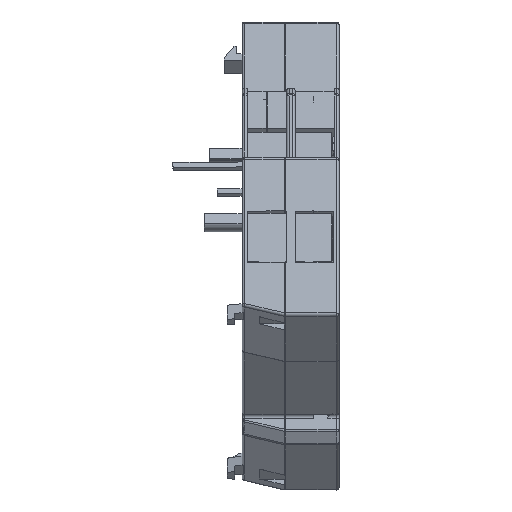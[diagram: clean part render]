
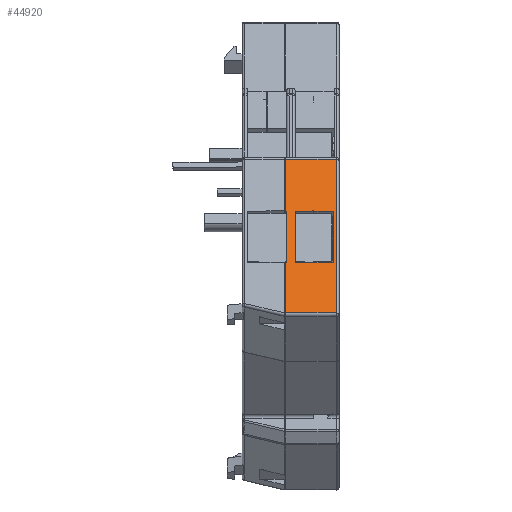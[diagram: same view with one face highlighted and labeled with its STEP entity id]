
A CAD part, front view. The second image highlights one B-rep face of the part: STEP entity #44920.
In plain terms, the highlighted face is planar.
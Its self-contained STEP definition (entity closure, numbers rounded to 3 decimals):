
#6420=DIRECTION('',(0.,-1.,0.));
#6421=VECTOR('',#6420,10.18);
#6422=CARTESIAN_POINT('',(8.1,1.5,-44.5));
#6423=LINE('',#6422,#6421);
#13884=DIRECTION('',(-1.,0.,0.));
#13885=VECTOR('',#13884,3.7);
#13886=CARTESIAN_POINT('',(17.1,-18.887,
-44.5));
#13887=LINE('',#13886,#13885);
#13912=DIRECTION('',(1.,0.,0.));
#13913=VECTOR('',#13912,3.7);
#13914=CARTESIAN_POINT('',(13.4,-8.68,-44.5));
#13915=LINE('',#13914,#13913);
#15166=DIRECTION('',(0.,-1.,0.));
#15167=VECTOR('',#15166,10.207);
#15168=CARTESIAN_POINT('',(17.1,-8.68,
-44.5));
#15169=LINE('',#15168,#15167);
#15285=DIRECTION('',(0.,-1.,0.));
#15286=VECTOR('',#15285,0.077);
#15287=CARTESIAN_POINT('',(13.4,-8.604,-44.5));
#15288=LINE('',#15287,#15286);
#15306=DIRECTION('',(1.,0.02,0.));
#15307=VECTOR('',#15306,3.501);
#15308=CARTESIAN_POINT('',(9.9,-8.674,
-44.5));
#15309=LINE('',#15308,#15307);
#15327=DIRECTION('',(0.,1.,0.));
#15328=VECTOR('',#15327,10.219);
#15329=CARTESIAN_POINT('',(9.9,-18.893,
-44.5));
#15330=LINE('',#15329,#15328);
#15348=DIRECTION('',(-1.,0.02,0.));
#15349=VECTOR('',#15348,3.501);
#15350=CARTESIAN_POINT('',(13.4,-18.963,-44.5));
#15351=LINE('',#15350,#15349);
#15369=DIRECTION('',(0.,-1.,0.));
#15370=VECTOR('',#15369,0.077);
#15371=CARTESIAN_POINT('',(13.4,-18.887,-44.5));
#15372=LINE('',#15371,#15370);
#15383=DIRECTION('',(1.,0.,0.));
#15384=VECTOR('',#15383,0.2);
#15385=CARTESIAN_POINT('',(8.1,-8.68,-44.5));
#15386=LINE('',#15385,#15384);
#15397=DIRECTION('',(0.,-1.,0.));
#15398=VECTOR('',#15397,10.207);
#15399=CARTESIAN_POINT('',(8.3,-8.68,-44.5));
#15400=LINE('',#15399,#15398);
#15411=DIRECTION('',(-1.,0.,0.));
#15412=VECTOR('',#15411,0.2);
#15413=CARTESIAN_POINT('',(8.3,-18.887,-44.5));
#15414=LINE('',#15413,#15412);
#15447=DIRECTION('',(0.,-1.,0.));
#15448=VECTOR('',#15447,10.455);
#15449=CARTESIAN_POINT('',(8.1,-18.887,-44.5));
#15450=LINE('',#15449,#15448);
#17013=DIRECTION('',(1.,0.,0.));
#17014=VECTOR('',#17013,9.5);
#17015=CARTESIAN_POINT('',(8.1,-29.342,-44.5));
#17016=LINE('',#17015,#17014);
#20798=CARTESIAN_POINT('',(17.6,1.5,
-44.5));
#20810=DIRECTION('',(-1.,0.,0.));
#20811=VECTOR('',#20810,9.5);
#20812=CARTESIAN_POINT('',(17.6,1.5,
-44.5));
#20813=LINE('',#20812,#20811);
#20833=DIRECTION('',(0.,1.,0.));
#20834=VECTOR('',#20833,30.842);
#20835=CARTESIAN_POINT('',(17.6,-29.342,
-44.5));
#20836=LINE('',#20835,#20834);
#27274=CARTESIAN_POINT('',(9.9,-8.674,
-44.5));
#27275=VERTEX_POINT('',#27274);
#27276=CARTESIAN_POINT('',(13.4,-8.604,-44.5));
#27277=VERTEX_POINT('',#27276);
#27282=CARTESIAN_POINT('',(13.4,-18.963,-44.5));
#27283=VERTEX_POINT('',#27282);
#27284=CARTESIAN_POINT('',(9.9,-18.893,
-44.5));
#27285=VERTEX_POINT('',#27284);
#27607=CARTESIAN_POINT('',(17.6,-29.342,-44.5));
#27609=VERTEX_POINT('',#27607);
#27614=CARTESIAN_POINT('',(13.4,-18.887,-44.5));
#27615=VERTEX_POINT('',#27614);
#27618=CARTESIAN_POINT('',(13.4,-8.68,-44.5));
#27619=VERTEX_POINT('',#27618);
#27621=VERTEX_POINT('',#20798);
#27698=CARTESIAN_POINT('',(17.1,-18.887,
-44.5));
#27699=VERTEX_POINT('',#27698);
#27831=CARTESIAN_POINT('',(17.1,-8.68,
-44.5));
#27832=VERTEX_POINT('',#27831);
#28420=CARTESIAN_POINT('',(8.1,-29.342,-44.5));
#28421=VERTEX_POINT('',#28420);
#28423=CARTESIAN_POINT('',(8.1,-18.887,-44.5));
#28425=VERTEX_POINT('',#28423);
#28428=CARTESIAN_POINT('',(8.3,-18.887,-44.5));
#28429=VERTEX_POINT('',#28428);
#28471=CARTESIAN_POINT('',(8.3,-8.68,-44.5));
#28473=VERTEX_POINT('',#28471);
#28476=CARTESIAN_POINT('',(8.1,-8.68,-44.5));
#28477=VERTEX_POINT('',#28476);
#28478=CARTESIAN_POINT('',(8.1,1.5,-44.5));
#28479=VERTEX_POINT('',#28478);
#44883=CARTESIAN_POINT('',(17.6,1.5,-44.5));
#44884=DIRECTION('',(0.,0.,-1.));
#44885=DIRECTION('',(0.,-1.,0.));
#44886=AXIS2_PLACEMENT_3D('',#44883,#44884,#44885);
#44887=PLANE('',#44886);
#44888=ORIENTED_EDGE('',*,*,#35064,.T.);
#44890=ORIENTED_EDGE('',*,*,#44889,.T.);
#44892=ORIENTED_EDGE('',*,*,#44891,.T.);
#44894=ORIENTED_EDGE('',*,*,#44893,.T.);
#44896=ORIENTED_EDGE('',*,*,#44895,.T.);
#44898=ORIENTED_EDGE('',*,*,#44897,.T.);
#44900=ORIENTED_EDGE('',*,*,#44899,.T.);
#44902=ORIENTED_EDGE('',*,*,#44901,.T.);
#44903=EDGE_LOOP('',(#44888,#44890,#44892,#44894,#44896,#44898,#44900,#44902));
#44904=FACE_OUTER_BOUND('',#44903,.F.);
#44906=ORIENTED_EDGE('',*,*,#44905,.T.);
#44907=ORIENTED_EDGE('',*,*,#42871,.T.);
#44908=ORIENTED_EDGE('',*,*,#44800,.T.);
#44909=ORIENTED_EDGE('',*,*,#42808,.T.);
#44911=ORIENTED_EDGE('',*,*,#44910,.T.);
#44913=ORIENTED_EDGE('',*,*,#44912,.T.);
#44915=ORIENTED_EDGE('',*,*,#44914,.T.);
#44917=ORIENTED_EDGE('',*,*,#44916,.T.);
#44918=EDGE_LOOP('',(#44906,#44907,#44908,#44909,#44911,#44913,#44915,#44917));
#44919=FACE_BOUND('',#44918,.F.);
#35064=EDGE_CURVE('',#28479,#28477,#6423,.T.);
#42808=EDGE_CURVE('',#27699,#27615,#13887,.T.);
#42871=EDGE_CURVE('',#27619,#27832,#13915,.T.);
#44800=EDGE_CURVE('',#27832,#27699,#15169,.T.);
#44889=EDGE_CURVE('',#28477,#28473,#15386,.T.);
#44891=EDGE_CURVE('',#28473,#28429,#15400,.T.);
#44893=EDGE_CURVE('',#28429,#28425,#15414,.T.);
#44895=EDGE_CURVE('',#28425,#28421,#15450,.T.);
#44897=EDGE_CURVE('',#28421,#27609,#17016,.T.);
#44899=EDGE_CURVE('',#27609,#27621,#20836,.T.);
#44901=EDGE_CURVE('',#27621,#28479,#20813,.T.);
#44905=EDGE_CURVE('',#27277,#27619,#15288,.T.);
#44910=EDGE_CURVE('',#27615,#27283,#15372,.T.);
#44912=EDGE_CURVE('',#27283,#27285,#15351,.T.);
#44914=EDGE_CURVE('',#27285,#27275,#15330,.T.);
#44916=EDGE_CURVE('',#27275,#27277,#15309,.T.);
#44920=ADVANCED_FACE('',(#44904,#44919),#44887,.T.);
